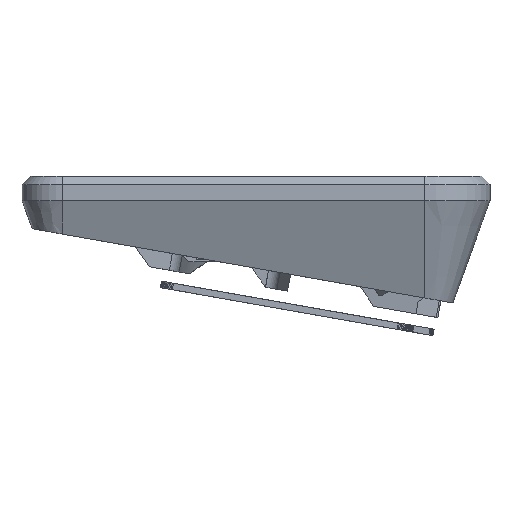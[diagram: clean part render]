
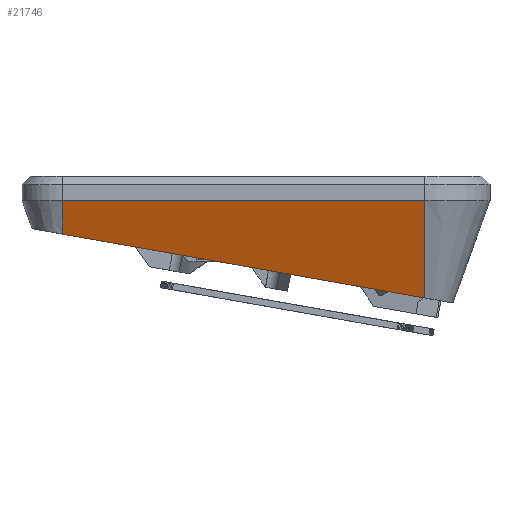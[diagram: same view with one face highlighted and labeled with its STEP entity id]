
A CAD part, front view. The second image highlights one B-rep face of the part: STEP entity #21746.
In plain terms, the highlighted planar face has unit normal (0, -0.94, -0.342).
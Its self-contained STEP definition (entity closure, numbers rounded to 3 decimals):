
#1595=LINE('',#36802,#3982);
#1697=LINE('',#37614,#4084);
#1708=LINE('',#37645,#4095);
#1709=LINE('',#37647,#4096);
#3982=VECTOR('',#26699,1000.);
#4084=VECTOR('',#26977,1000.);
#4095=VECTOR('',#27012,1000.);
#4096=VECTOR('',#27015,1000.);
#6223=FACE_OUTER_BOUND('',#7464,.T.);
#7464=EDGE_LOOP('',(#16993,#16994,#16995,#16996));
#9837=VERTEX_POINT('',#36774);
#9843=VERTEX_POINT('',#36798);
#9903=VERTEX_POINT('',#37613);
#9911=VERTEX_POINT('',#37643);
#12345=EDGE_CURVE('',#9843,#9837,#1595,.T.);
#12482=EDGE_CURVE('',#9903,#9837,#1697,.T.);
#12499=EDGE_CURVE('',#9843,#9911,#1708,.T.);
#12500=EDGE_CURVE('',#9903,#9911,#1709,.T.);
#16993=ORIENTED_EDGE('',*,*,#12482,.T.);
#16994=ORIENTED_EDGE('',*,*,#12345,.F.);
#16995=ORIENTED_EDGE('',*,*,#12499,.T.);
#16996=ORIENTED_EDGE('',*,*,#12500,.F.);
#20822=PLANE('',#23256);
#21746=ADVANCED_FACE('',(#6223),#20822,.T.);
#23256=AXIS2_PLACEMENT_3D('',#37646,#27013,#27014);
#26699=DIRECTION('',(1.,0.,0.));
#26977=DIRECTION('',(0.,-0.342,0.94));
#27012=DIRECTION('',(0.,0.342,-0.94));
#27013=DIRECTION('center_axis',(0.,-0.94,
-0.342));
#27014=DIRECTION('ref_axis',(1.,0.,0.));
#27015=DIRECTION('',(-0.983,-0.063,0.173));
#36774=CARTESIAN_POINT('',(75.1,-53.34,23.6));
#36798=CARTESIAN_POINT('',(-13.9,-53.34,23.6));
#36802=CARTESIAN_POINT('',(75.1,-53.34,23.6));
#37613=CARTESIAN_POINT('',(75.1,-44.647,-0.285));
#37614=CARTESIAN_POINT('',(75.1,-47.153,6.6));
#37643=CARTESIAN_POINT('',(-13.9,-50.358,15.408));
#37645=CARTESIAN_POINT('',(-13.9,-53.34,23.6));
#37646=CARTESIAN_POINT('Origin',(38.1,-47.153,6.6));
#37647=CARTESIAN_POINT('',(38.03,-47.026,6.251));
